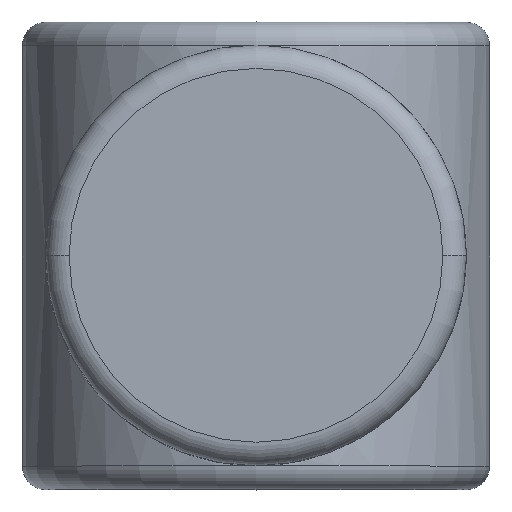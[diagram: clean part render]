
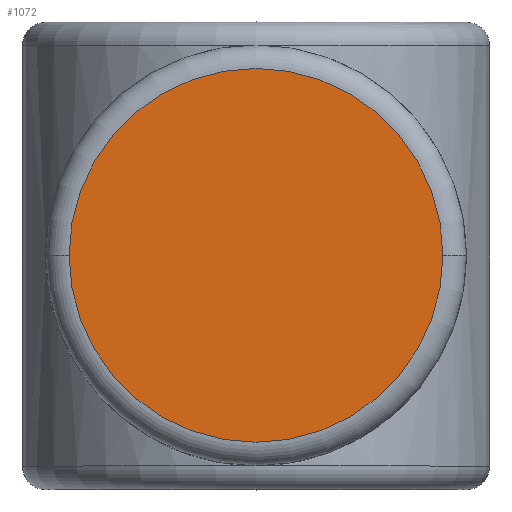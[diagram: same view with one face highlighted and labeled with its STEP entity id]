
A CAD part, top view. The second image highlights one B-rep face of the part: STEP entity #1072.
In plain terms, the highlighted planar face has unit normal (0, 0, 1).
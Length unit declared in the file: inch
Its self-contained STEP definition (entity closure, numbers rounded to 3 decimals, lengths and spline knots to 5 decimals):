
#847=CARTESIAN_POINT('',(0.,250.,0.));
#848=DIRECTION('',(0.,0.,1.));
#849=DIRECTION('',(-1.,0.,0.));
#850=AXIS2_PLACEMENT_3D('',#847,#848,#849);
#852=CARTESIAN_POINT('',(0.,250.,0.));
#853=DIRECTION('',(0.,0.,1.));
#854=DIRECTION('',(1.,0.,0.));
#855=AXIS2_PLACEMENT_3D('',#852,#853,#854);
#871=CARTESIAN_POINT('',(-200.,250.,0.));
#872=CARTESIAN_POINT('',(200.,250.,0.));
#873=VERTEX_POINT('',#871);
#874=VERTEX_POINT('',#872);
#1062=CARTESIAN_POINT('',(0.,0.,0.));
#1063=DIRECTION('',(0.,0.,1.));
#1064=DIRECTION('',(1.,0.,0.));
#1065=AXIS2_PLACEMENT_3D('',#1062,#1063,#1064);
#1066=PLANE('',#1065);
#1068=ORIENTED_EDGE('',*,*,#1067,.F.);
#1069=ORIENTED_EDGE('',*,*,#1052,.F.);
#1070=EDGE_LOOP('',(#1068,#1069));
#1071=FACE_OUTER_BOUND('',#1070,.F.);
#1072=ADVANCED_FACE('',(#1071),#1066,.T.);
#851=CIRCLE('',#850,200.);
#856=CIRCLE('',#855,200.);
#1052=EDGE_CURVE('',#874,#873,#856,.T.);
#1067=EDGE_CURVE('',#873,#874,#851,.T.);
